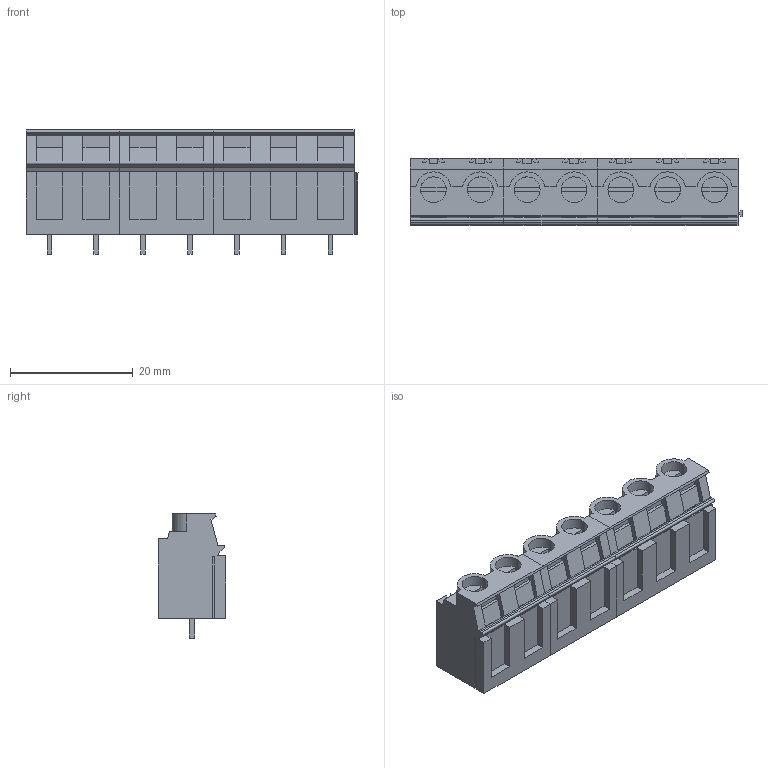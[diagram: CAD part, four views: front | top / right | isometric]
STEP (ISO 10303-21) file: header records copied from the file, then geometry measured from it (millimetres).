
FILE_DESCRIPTION(('CATIA V5 STEP Exchange','CAx-IF Rec.Pracs.--- Model Styling and Organization---1.2---2011-12-15'),'2;1');
FILE_NAME ('D1450355_0_1265880000_1265880000.stp','2018-03-05T14:54:36+00:00',('none'),('Weidmueller'),'CATIA Version 5-6 Release 2014','CATIA V5 STEP AP214','none');
FILE_SCHEMA(('AUTOMOTIVE_DESIGN { 1 0 10303 214 1 1 1 1 }'));
Length unit declared in the file: millimetre
Products named in the file (1): 1265880000
Bounding box: 53.99 x 11 x 20.2 mm (x, y, z)
Volume: 7288.5 mm3; surface area: 6266.9 mm2
Topology: 17 solids, 17 shells, 622 faces, 1682 edges, 1112 vertices
Faces by surface type: plane 581, cylinder 41
Entity records: 18860 total; most frequent: CARTESIAN_POINT 3555, ORIENTED_EDGE 3364, DIRECTION 2477, EDGE_CURVE 1682, VECTOR 1572, LINE 1572, VERTEX_POINT 1112, EDGE_LOOP 640
